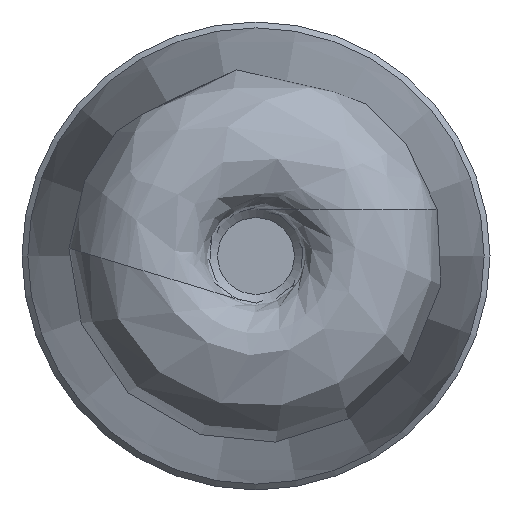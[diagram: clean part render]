
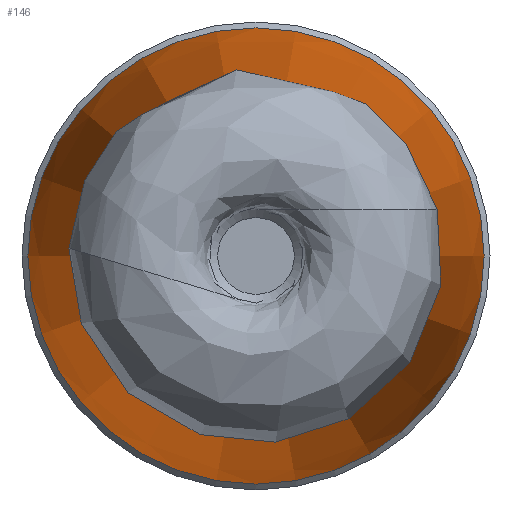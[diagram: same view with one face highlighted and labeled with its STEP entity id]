
A CAD part, left-side view. The second image highlights one B-rep face of the part: STEP entity #146.
In plain terms, the highlighted conical face has half-angle 5.474 degrees and reference radius 9.75 mm.
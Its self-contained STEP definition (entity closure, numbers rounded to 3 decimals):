
#54=CONICAL_SURFACE('',#267,9.75,5.474);
#146=ADVANCED_FACE('',(#167,#168),#54,.T.);
#167=FACE_BOUND('',#189,.T.);
#168=FACE_BOUND('',#190,.T.);
#189=EDGE_LOOP('',(#211));
#190=EDGE_LOOP('',(#212));
#211=ORIENTED_EDGE('',*,*,#234,.T.);
#212=ORIENTED_EDGE('',*,*,#226,.F.);
#215=VERTEX_POINT('',#395);
#223=VERTEX_POINT('',#419);
#226=EDGE_CURVE('',#215,#215,#237,.T.);
#234=EDGE_CURVE('',#223,#223,#245,.T.);
#237=CIRCLE('',#249,9.75);
#245=CIRCLE('',#265,6.875);
#249=AXIS2_PLACEMENT_3D('',#394,#274,#275);
#265=AXIS2_PLACEMENT_3D('',#418,#306,#307);
#267=AXIS2_PLACEMENT_3D('',#421,#310,#311);
#274=DIRECTION('',(1.,0.,0.));
#275=DIRECTION('',(0.,1.,0.));
#306=DIRECTION('',(1.,0.,0.));
#307=DIRECTION('',(0.,1.,0.));
#310=DIRECTION('',(1.,0.,0.));
#311=DIRECTION('',(0.,1.,0.));
#394=CARTESIAN_POINT('',(60.,0.,0.));
#395=CARTESIAN_POINT('',(60.,9.75,0.));
#418=CARTESIAN_POINT('',(30.,0.,0.));
#419=CARTESIAN_POINT('',(30.,6.875,0.));
#421=CARTESIAN_POINT('',(60.,0.,0.));
